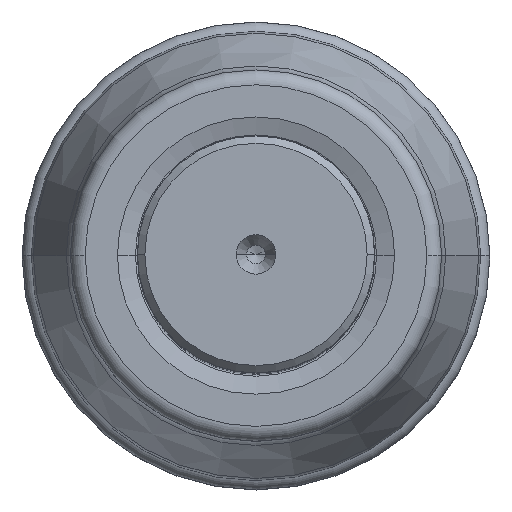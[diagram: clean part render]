
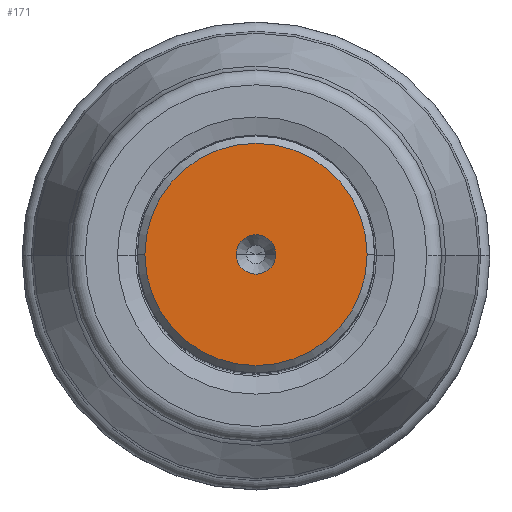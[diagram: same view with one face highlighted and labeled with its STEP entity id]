
A CAD part, top view. The second image highlights one B-rep face of the part: STEP entity #171.
In plain terms, the highlighted planar face has unit normal (0, 0, 1).
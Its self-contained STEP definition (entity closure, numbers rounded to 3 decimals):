
#64=PLANE('',#1685);
#75=FACE_BOUND('',#374,.T.);
#76=FACE_BOUND('',#375,.T.);
#171=ADVANCED_FACE('',(#75,#76),#64,.F.);
#374=EDGE_LOOP('',(#718,#719,#720,#721));
#375=EDGE_LOOP('',(#722,#723));
#718=ORIENTED_EDGE('',*,*,#1044,.T.);
#719=ORIENTED_EDGE('',*,*,#1048,.T.);
#720=ORIENTED_EDGE('',*,*,#1047,.T.);
#721=ORIENTED_EDGE('',*,*,#1045,.T.);
#722=ORIENTED_EDGE('',*,*,#1049,.T.);
#723=ORIENTED_EDGE('',*,*,#1050,.T.);
#864=VERTEX_POINT('',#2601);
#865=VERTEX_POINT('',#2603);
#866=VERTEX_POINT('',#2605);
#867=VERTEX_POINT('',#2609);
#868=VERTEX_POINT('',#2613);
#869=VERTEX_POINT('',#2614);
#1044=EDGE_CURVE('',#865,#864,#1192,.T.);
#1045=EDGE_CURVE('',#866,#865,#1193,.T.);
#1047=EDGE_CURVE('',#867,#866,#1194,.T.);
#1048=EDGE_CURVE('',#864,#867,#1195,.T.);
#1049=EDGE_CURVE('',#868,#869,#1196,.T.);
#1050=EDGE_CURVE('',#869,#868,#1197,.T.);
#1192=CIRCLE('',#1677,14.961);
#1193=CIRCLE('',#1678,14.961);
#1194=CIRCLE('',#1680,14.961);
#1195=CIRCLE('',#1681,14.961);
#1196=CIRCLE('',#1683,2.65);
#1197=CIRCLE('',#1684,2.65);
#1677=AXIS2_PLACEMENT_3D('',#2602,#2174,#2175);
#1678=AXIS2_PLACEMENT_3D('',#2604,#2176,#2177);
#1680=AXIS2_PLACEMENT_3D('',#2608,#2181,#2182);
#1681=AXIS2_PLACEMENT_3D('',#2610,#2183,#2184);
#1683=AXIS2_PLACEMENT_3D('',#2612,#2187,#2188);
#1684=AXIS2_PLACEMENT_3D('',#2615,#2189,#2190);
#1685=AXIS2_PLACEMENT_3D('',#2616,#2191,#2192);
#2174=DIRECTION('',(0.,0.,1.));
#2175=DIRECTION('',(0.,1.,0.));
#2176=DIRECTION('',(0.,0.,1.));
#2177=DIRECTION('',(1.,0.,0.));
#2181=DIRECTION('',(0.,0.,1.));
#2182=DIRECTION('',(0.,-1.,0.));
#2183=DIRECTION('',(0.,0.,1.));
#2184=DIRECTION('',(-1.,0.,0.));
#2187=DIRECTION('',(0.,0.,-1.));
#2188=DIRECTION('',(1.,0.,0.));
#2189=DIRECTION('',(0.,0.,-1.));
#2190=DIRECTION('',(-1.,0.,0.));
#2191=DIRECTION('',(0.,0.,-1.));
#2192=DIRECTION('',(1.,0.,0.));
#2601=CARTESIAN_POINT('',(-14.961,0.,0.));
#2602=CARTESIAN_POINT('',(0.,0.,0.));
#2603=CARTESIAN_POINT('',(0.,14.961,0.));
#2604=CARTESIAN_POINT('',(0.,0.,0.));
#2605=CARTESIAN_POINT('',(14.961,0.,0.));
#2608=CARTESIAN_POINT('',(0.,0.,0.));
#2609=CARTESIAN_POINT('',(0.,-14.961,0.));
#2610=CARTESIAN_POINT('',(0.,0.,0.));
#2612=CARTESIAN_POINT('',(0.,0.,0.));
#2613=CARTESIAN_POINT('',(2.65,0.,0.));
#2614=CARTESIAN_POINT('',(-2.65,0.,0.));
#2615=CARTESIAN_POINT('',(0.,0.,0.));
#2616=CARTESIAN_POINT('',(0.,0.,0.));
